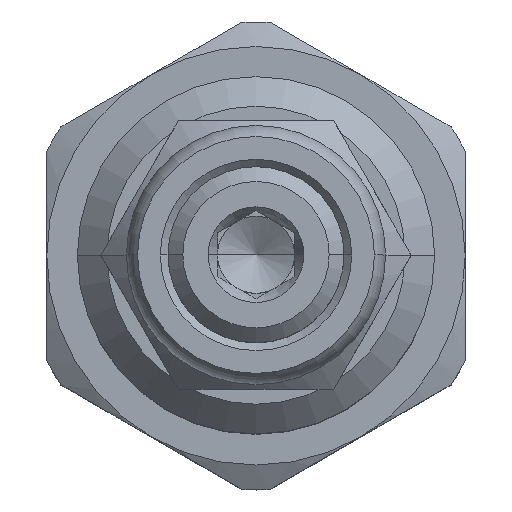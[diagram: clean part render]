
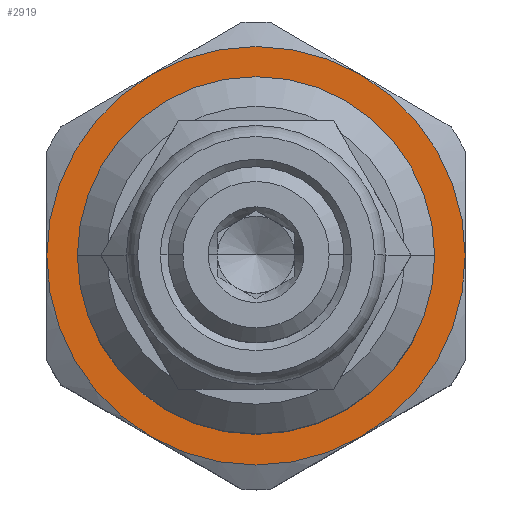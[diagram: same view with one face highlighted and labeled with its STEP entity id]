
A CAD part, top view. The second image highlights one B-rep face of the part: STEP entity #2919.
In plain terms, the highlighted planar face has unit normal (0, 0, 1).
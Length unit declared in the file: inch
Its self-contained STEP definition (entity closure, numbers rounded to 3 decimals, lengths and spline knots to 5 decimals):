
#675=CARTESIAN_POINT('',(0.,0.,0.69));
#676=DIRECTION('',(0.,0.,1.));
#677=DIRECTION('',(-1.,0.,0.));
#678=AXIS2_PLACEMENT_3D('',#675,#676,#677);
#680=CARTESIAN_POINT('',(0.,0.,0.69));
#681=DIRECTION('',(0.,0.,1.));
#682=DIRECTION('',(-0.5,0.866,0.));
#683=AXIS2_PLACEMENT_3D('',#680,#681,#682);
#685=CARTESIAN_POINT('',(0.,0.,0.69));
#686=DIRECTION('',(0.,0.,1.));
#687=DIRECTION('',(1.,0.,0.));
#688=AXIS2_PLACEMENT_3D('',#685,#686,#687);
#690=CARTESIAN_POINT('',(0.,0.,0.69));
#691=DIRECTION('',(0.,0.,1.));
#692=DIRECTION('',(0.5,-0.866,0.));
#693=AXIS2_PLACEMENT_3D('',#690,#691,#692);
#695=CARTESIAN_POINT('',(0.,0.,0.69));
#696=DIRECTION('',(0.,0.,-1.));
#697=DIRECTION('',(-1.,0.,0.));
#698=AXIS2_PLACEMENT_3D('',#695,#696,#697);
#700=CARTESIAN_POINT('',(0.,0.,0.69));
#701=DIRECTION('',(0.,0.,-1.));
#702=DIRECTION('',(1.,0.,0.));
#703=AXIS2_PLACEMENT_3D('',#700,#701,#702);
#705=CARTESIAN_POINT('',(0.,0.,0.69));
#706=DIRECTION('',(0.,0.,1.));
#707=DIRECTION('',(-0.5,-0.866,0.));
#708=AXIS2_PLACEMENT_3D('',#705,#706,#707);
#727=CARTESIAN_POINT('',(0.21876,-0.3789,
0.68999));
#797=CARTESIAN_POINT('',(0.43751,0.,
0.68999));
#847=CARTESIAN_POINT('',(0.21876,0.3789,
0.68999));
#880=CARTESIAN_POINT('',(0.,0.,0.69));
#881=DIRECTION('',(0.,0.,1.));
#882=DIRECTION('',(0.5,0.866,0.));
#883=AXIS2_PLACEMENT_3D('',#880,#881,#882);
#902=CARTESIAN_POINT('',(-0.21876,0.3789,
0.68999));
#975=CARTESIAN_POINT('',(-0.43751,0.,
0.68999));
#1030=CARTESIAN_POINT('',(-0.21876,-0.3789,
0.68999));
#1829=VERTEX_POINT('',#727);
#1830=VERTEX_POINT('',#797);
#1831=VERTEX_POINT('',#847);
#1832=VERTEX_POINT('',#975);
#1833=VERTEX_POINT('',#1030);
#1834=VERTEX_POINT('',#902);
#1891=CARTESIAN_POINT('',(-0.3735,0.,0.69));
#1892=CARTESIAN_POINT('',(0.3735,0.,0.69));
#1893=VERTEX_POINT('',#1891);
#1894=VERTEX_POINT('',#1892);
#2895=CARTESIAN_POINT('',(0.,0.,0.69));
#2896=DIRECTION('',(0.,0.,1.));
#2897=DIRECTION('',(0.,1.,0.));
#2898=AXIS2_PLACEMENT_3D('',#2895,#2896,#2897);
#2899=PLANE('',#2898);
#2901=ORIENTED_EDGE('',*,*,#2900,.F.);
#2903=ORIENTED_EDGE('',*,*,#2902,.F.);
#2905=ORIENTED_EDGE('',*,*,#2904,.F.);
#2907=ORIENTED_EDGE('',*,*,#2906,.F.);
#2909=ORIENTED_EDGE('',*,*,#2908,.F.);
#2911=ORIENTED_EDGE('',*,*,#2910,.F.);
#2912=EDGE_LOOP('',(#2901,#2903,#2905,#2907,#2909,#2911));
#2913=FACE_OUTER_BOUND('',#2912,.F.);
#2914=ORIENTED_EDGE('',*,*,#2885,.F.);
#2916=ORIENTED_EDGE('',*,*,#2915,.F.);
#2917=EDGE_LOOP('',(#2914,#2916));
#2918=FACE_BOUND('',#2917,.F.);
#2919=ADVANCED_FACE('',(#2913,#2918),#2899,.T.);
#679=CIRCLE('',#678,0.4375);
#684=CIRCLE('',#683,0.4375);
#689=CIRCLE('',#688,0.4375);
#694=CIRCLE('',#693,0.4375);
#699=CIRCLE('',#698,0.3735);
#704=CIRCLE('',#703,0.3735);
#709=CIRCLE('',#708,0.4375);
#884=CIRCLE('',#883,0.4375);
#2885=EDGE_CURVE('',#1893,#1894,#699,.T.);
#2900=EDGE_CURVE('',#1833,#1829,#709,.T.);
#2902=EDGE_CURVE('',#1832,#1833,#679,.T.);
#2904=EDGE_CURVE('',#1834,#1832,#684,.T.);
#2906=EDGE_CURVE('',#1831,#1834,#884,.T.);
#2908=EDGE_CURVE('',#1830,#1831,#689,.T.);
#2910=EDGE_CURVE('',#1829,#1830,#694,.T.);
#2915=EDGE_CURVE('',#1894,#1893,#704,.T.);
